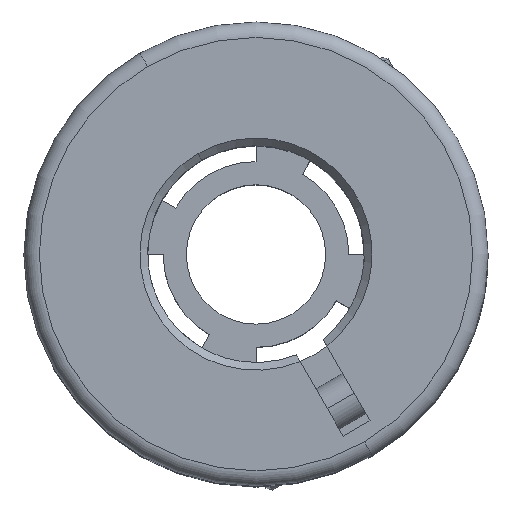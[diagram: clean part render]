
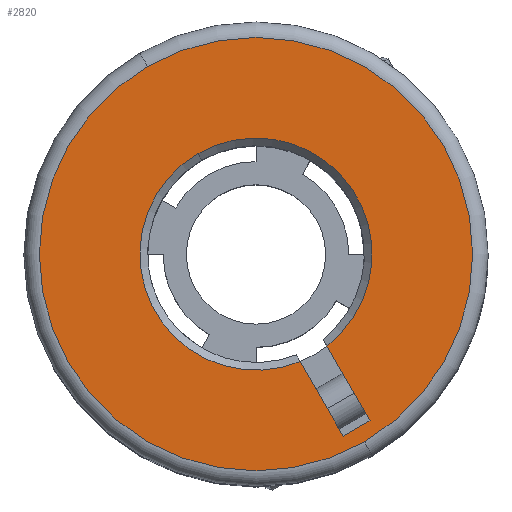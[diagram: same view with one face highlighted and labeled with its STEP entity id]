
A CAD part, top view. The second image highlights one B-rep face of the part: STEP entity #2820.
In plain terms, the highlighted face is planar.
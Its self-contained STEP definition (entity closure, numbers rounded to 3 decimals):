
#19 = CARTESIAN_POINT ( 'NONE',  ( 0., 0., 0. ) ) ;
#41 = LINE ( 'NONE', #863, #3085 ) ;
#60 = DIRECTION ( 'NONE',  ( 1., 0., 0. ) ) ;
#185 = CARTESIAN_POINT ( 'NONE',  ( 1., 1., 0. ) ) ;
#283 = CARTESIAN_POINT ( 'NONE',  ( 13., 1., 0. ) ) ;
#297 = AXIS2_PLACEMENT_3D ( 'NONE', #4445, #895, #1011 ) ;
#644 = DIRECTION ( 'NONE',  ( 1., 0., 0. ) ) ;
#672 = CARTESIAN_POINT ( 'NONE',  ( 13., -1., 0. ) ) ;
#712 = DIRECTION ( 'NONE',  ( 0., 0., -1. ) ) ;
#757 = EDGE_CURVE ( 'NONE', #3064, #2963, #3920, .T. ) ;
#758 = CARTESIAN_POINT ( 'NONE',  ( 7.433, 1., 0. ) ) ;
#863 = CARTESIAN_POINT ( 'NONE',  ( 1., -1., 0. ) ) ;
#895 = DIRECTION ( 'NONE',  ( 0., 0., 1. ) ) ;
#920 = VERTEX_POINT ( 'NONE', #758 ) ;
#996 = LINE ( 'NONE', #185, #4153 ) ;
#1011 = DIRECTION ( 'NONE',  ( 1., 0., 0. ) ) ;
#1269 = PLANE ( 'NONE',  #297 ) ;
#1391 = DIRECTION ( 'NONE',  ( -1., 0., 0. ) ) ;
#1396 = DIRECTION ( 'NONE',  ( 0., 0., -1. ) ) ;
#1435 = CIRCLE ( 'NONE', #4074, 7.5 ) ;
#1785 = CARTESIAN_POINT ( 'NONE',  ( 0., 0., 0. ) ) ;
#1803 = CARTESIAN_POINT ( 'NONE',  ( 0., 0., 0. ) ) ;
#1897 = CARTESIAN_POINT ( 'NONE',  ( 14., 0., 0. ) ) ;
#1924 = EDGE_LOOP ( 'NONE', ( #4887, #4059 ) ) ;
#2129 = DIRECTION ( 'NONE',  ( 0., 0., 1. ) ) ;
#2317 = EDGE_CURVE ( 'NONE', #3454, #2880, #3366, .T. ) ;
#2327 = AXIS2_PLACEMENT_3D ( 'NONE', #19, #3628, #4730 ) ;
#2442 = EDGE_LOOP ( 'NONE', ( #2840, #4253, #3531, #3575, #3471 ) ) ;
#2464 = EDGE_CURVE ( 'NONE', #2880, #920, #996, .T. ) ;
#2470 = CIRCLE ( 'NONE', #3890, 14. ) ;
#2748 = CARTESIAN_POINT ( 'NONE',  ( -14., 0., 0. ) ) ;
#2820 = ADVANCED_FACE ( 'NONE', ( #3242, #4805 ), #1269, .F. ) ;
#2840 = ORIENTED_EDGE ( 'NONE', *, *, #2464, .T. ) ;
#2880 = VERTEX_POINT ( 'NONE', #283 ) ;
#2963 = VERTEX_POINT ( 'NONE', #2748 ) ;
#2969 = DIRECTION ( 'NONE',  ( 0., 1., 0. ) ) ;
#2986 = VERTEX_POINT ( 'NONE', #4609 ) ;
#3064 = VERTEX_POINT ( 'NONE', #1897 ) ;
#3085 = VECTOR ( 'NONE', #60, 1000. ) ;
#3123 = EDGE_CURVE ( 'NONE', #2986, #3454, #41, .T. ) ;
#3242 = FACE_OUTER_BOUND ( 'NONE', #1924, .T. ) ;
#3366 = LINE ( 'NONE', #4919, #5045 ) ;
#3454 = VERTEX_POINT ( 'NONE', #672 ) ;
#3471 = ORIENTED_EDGE ( 'NONE', *, *, #2317, .T. ) ;
#3531 = ORIENTED_EDGE ( 'NONE', *, *, #4079, .T. ) ;
#3575 = ORIENTED_EDGE ( 'NONE', *, *, #3123, .T. ) ;
#3589 = CARTESIAN_POINT ( 'NONE',  ( -7.5, 0., 0. ) ) ;
#3628 = DIRECTION ( 'NONE',  ( 0., 0., 1. ) ) ;
#3712 = DIRECTION ( 'NONE',  ( 1., 0., 0. ) ) ;
#3890 = AXIS2_PLACEMENT_3D ( 'NONE', #1785, #1396, #644 ) ;
#3914 = VERTEX_POINT ( 'NONE', #3589 ) ;
#3920 = CIRCLE ( 'NONE', #4984, 14. ) ;
#4059 = ORIENTED_EDGE ( 'NONE', *, *, #4408, .T. ) ;
#4074 = AXIS2_PLACEMENT_3D ( 'NONE', #4094, #2129, #3712 ) ;
#4079 = EDGE_CURVE ( 'NONE', #3914, #2986, #1435, .T. ) ;
#4094 = CARTESIAN_POINT ( 'NONE',  ( 0., 0., 0. ) ) ;
#4153 = VECTOR ( 'NONE', #1391, 1000. ) ;
#4253 = ORIENTED_EDGE ( 'NONE', *, *, #4763, .T. ) ;
#4408 = EDGE_CURVE ( 'NONE', #2963, #3064, #2470, .T. ) ;
#4445 = CARTESIAN_POINT ( 'NONE',  ( 0., 0., 0. ) ) ;
#4609 = CARTESIAN_POINT ( 'NONE',  ( 7.433, -1., 0. ) ) ;
#4627 = CIRCLE ( 'NONE', #2327, 7.5 ) ;
#4730 = DIRECTION ( 'NONE',  ( 1., 0., 0. ) ) ;
#4763 = EDGE_CURVE ( 'NONE', #920, #3914, #4627, .T. ) ;
#4805 = FACE_BOUND ( 'NONE', #2442, .T. ) ;
#4887 = ORIENTED_EDGE ( 'NONE', *, *, #757, .T. ) ;
#4919 = CARTESIAN_POINT ( 'NONE',  ( 13., 1., 0. ) ) ;
#4939 = DIRECTION ( 'NONE',  ( 1., 0., 0. ) ) ;
#4984 = AXIS2_PLACEMENT_3D ( 'NONE', #1803, #712, #4939 ) ;
#5045 = VECTOR ( 'NONE', #2969, 1000. ) ;
